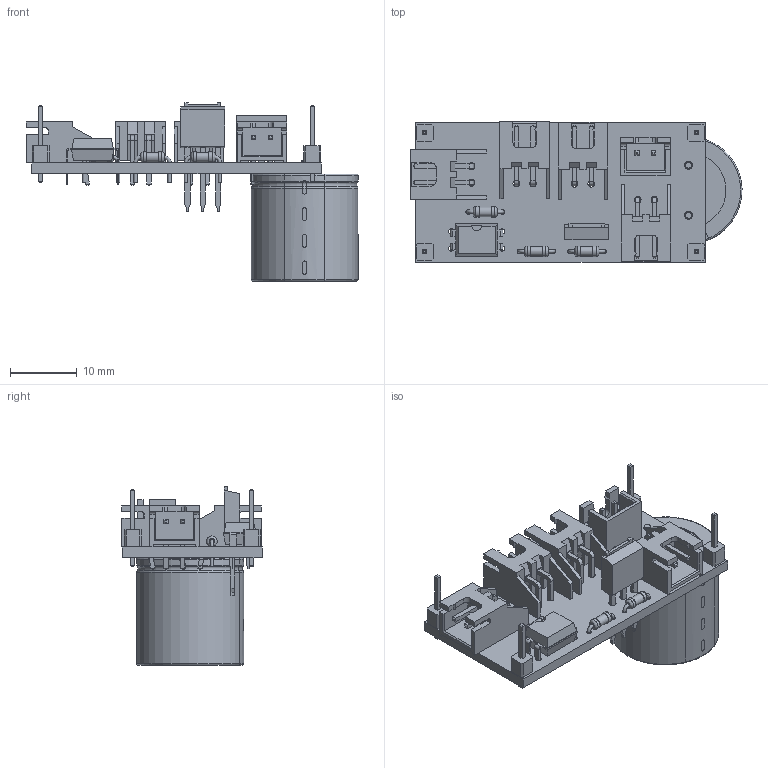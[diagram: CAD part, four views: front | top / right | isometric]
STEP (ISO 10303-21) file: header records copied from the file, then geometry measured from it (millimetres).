
FILE_DESCRIPTION(/* description */ ('KiCad electronic assembly'),/* implementation_level */ '2;1');
FILE_NAME(/* name */ 'kicker.step',/* time_stamp */ '2025-07-15T15:00:41+09:00',/* author */ (''),/* organization */ (''),/* preprocessor_version */ 'ST-DEVELOPER v20.1',/* originating_system */ 'Autodesk Translation Framework v14.10.0.0',/* authorisation */ '');
FILE_SCHEMA (('AUTOMOTIVE_DESIGN { 1 0 10303 214 3 1 1 }'));
Length unit declared in the file: millimetre
Products named in the file (16): kicker 1; JST_XH_B2B-XH-A_1x02_P2.50mm_Vertical; JST_B2B_XH_A; TO-251-3_Vertical; TO-251-3_Vertical_1; DIP-4_W7.62mm; DIP-4_W7.62mm_1; CP_Radial_D16.0mm_P7.50mm; CP_Radial_D160mm_P750mm; _autosave-kicker_PCB; R_Axial_DIN0204_L3.6mm_D1.6mm_P5.08mm_Horizontal; R_Axial_DIN0204_L36mm_D16mm_P508mm_Horizontal; PinHeader_1x01_P2.54mm_Vertical; PinHeader_1x01_P254mm_Vertical; JST_XH_S2B-XH-A_1x02_P2.50mm_Horizontal; JST_S2B_XH_A
Assembly tree (23 placements, depth 3):
  kicker 1
    PinHeader_1x01_P2.54mm_Vertical  x4
      PinHeader_1x01_P254mm_Vertical
    JST_XH_B2B-XH-A_1x02_P2.50mm_Vertical
      JST_B2B_XH_A
    JST_XH_S2B-XH-A_1x02_P2.50mm_Horizontal  x4
      JST_S2B_XH_A
    TO-251-3_Vertical
      TO-251-3_Vertical_1
    R_Axial_DIN0204_L3.6mm_D1.6mm_P5.08mm_Horizontal  x3
      R_Axial_DIN0204_L36mm_D16mm_P508mm_Horizontal
    DIP-4_W7.62mm
      DIP-4_W7.62mm_1
    CP_Radial_D16.0mm_P7.50mm
      CP_Radial_D160mm_P750mm
    _autosave-kicker_PCB
Bounding box: 49.65 x 20.95 x 26.62 mm (x, y, z)
Volume: 5764.5 mm3; surface area: 6718.7 mm2
Topology: 16 solids, 17 shells, 905 faces, 2366 edges, 1540 vertices
Faces by surface type: plane 772, cylinder 105, bspline 14, torus 14
Full cylindrical faces by diameter (mm): 0.5 x6, 0.7 x6, 0.8 x4, 0.9 x2, 1 x14, 1.1 x3, 1.2 x2, 1.44 x3, 1.6 x6, 11.2 x1
Entity records: 16393 total; most frequent: CARTESIAN_POINT 3429, ORIENTED_EDGE 2526, DIRECTION 2440, EDGE_CURVE 1263, LINE 1048, VECTOR 1048, VERTEX_POINT 824, AXIS2_PLACEMENT_3D 696
